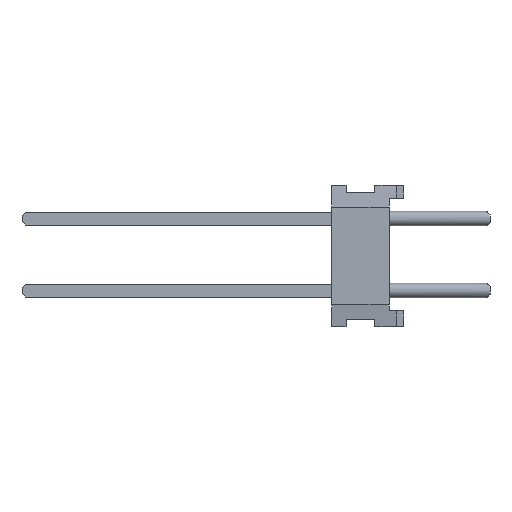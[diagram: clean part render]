
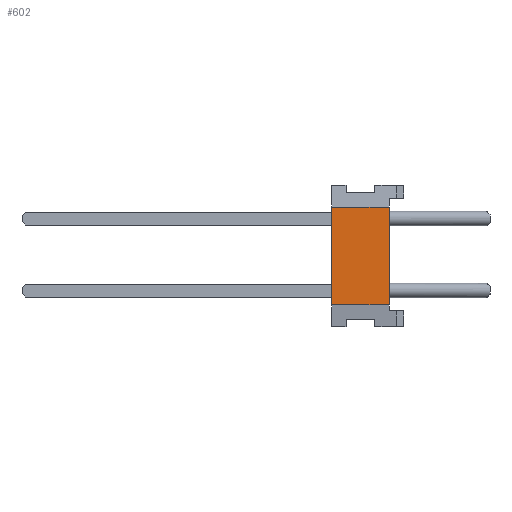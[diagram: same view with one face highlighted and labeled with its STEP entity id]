
A CAD part, left-side view. The second image highlights one B-rep face of the part: STEP entity #602.
In plain terms, the highlighted planar face has unit normal (-1, 0, 0).
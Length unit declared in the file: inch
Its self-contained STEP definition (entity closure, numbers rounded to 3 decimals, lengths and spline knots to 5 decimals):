
#602 = ADVANCED_FACE( '', ( #1417 ), #1418, .F. );
#1417 = FACE_OUTER_BOUND( '', #2481, .T. );
#1418 = PLANE( '', #2482 );
#2481 = EDGE_LOOP( '', ( #4097, #4098, #4099, #4100 ) );
#2482 = AXIS2_PLACEMENT_3D( '', #4101, #4102, #4103 );
#4097 = ORIENTED_EDGE( '', *, *, #7042, .F. );
#4098 = ORIENTED_EDGE( '', *, *, #7043, .T. );
#4099 = ORIENTED_EDGE( '', *, *, #7044, .T. );
#4100 = ORIENTED_EDGE( '', *, *, #7045, .T. );
#4101 = CARTESIAN_POINT( '', ( -0.125, 0.1, -0.1 ) );
#4102 = DIRECTION( '', ( 1., 0., 0. ) );
#4103 = DIRECTION( '', ( 0., 0., -1. ) );
#7042 = EDGE_CURVE( '', #8718, #8719, #8720, .T. );
#7043 = EDGE_CURVE( '', #8718, #8721, #8722, .T. );
#7044 = EDGE_CURVE( '', #8721, #8723, #8724, .T. );
#7045 = EDGE_CURVE( '', #8723, #8719, #8725, .T. );
#8718 = VERTEX_POINT( '', #11056 );
#8719 = VERTEX_POINT( '', #11057 );
#8720 = LINE( '', #11058, #11059 );
#8721 = VERTEX_POINT( '', #11060 );
#8722 = LINE( '', #11061, #11062 );
#8723 = VERTEX_POINT( '', #11063 );
#8724 = LINE( '', #11064, #11065 );
#8725 = LINE( '', #11066, #11067 );
#11056 = CARTESIAN_POINT( '', ( -0.125, 0.1, -0.07 ) );
#11057 = CARTESIAN_POINT( '', ( -0.125, 0.1, 0.066 ) );
#11058 = CARTESIAN_POINT( '', ( -0.125, 0.1, -0.1 ) );
#11059 = VECTOR( '', #13083, 39.37008 );
#11060 = CARTESIAN_POINT( '', ( -0.125, 0.02, -0.07 ) );
#11061 = CARTESIAN_POINT( '', ( -0.125, 0.1, -0.07 ) );
#11062 = VECTOR( '', #13084, 39.37008 );
#11063 = CARTESIAN_POINT( '', ( -0.125, 0.02, 0.066 ) );
#11064 = CARTESIAN_POINT( '', ( -0.125, 0.02, -0.078 ) );
#11065 = VECTOR( '', #13085, 39.37008 );
#11066 = CARTESIAN_POINT( '', ( -0.125, 0.1, 0.066 ) );
#11067 = VECTOR( '', #13086, 39.37008 );
#13083 = DIRECTION( '', ( 0., 0., 1. ) );
#13084 = DIRECTION( '', ( 0., -1., 0. ) );
#13085 = DIRECTION( '', ( 0., 0., 1. ) );
#13086 = DIRECTION( '', ( 0., 1., 0. ) );
